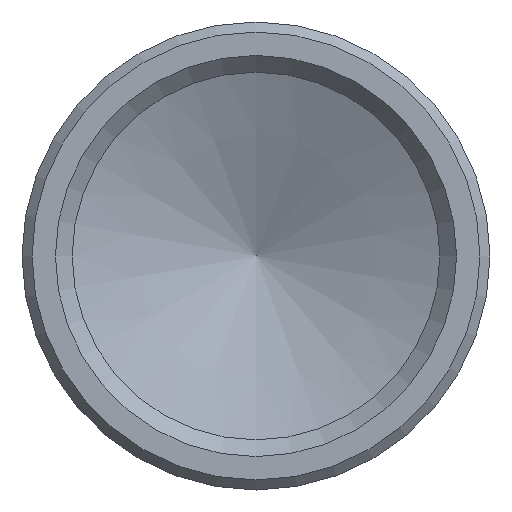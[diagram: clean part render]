
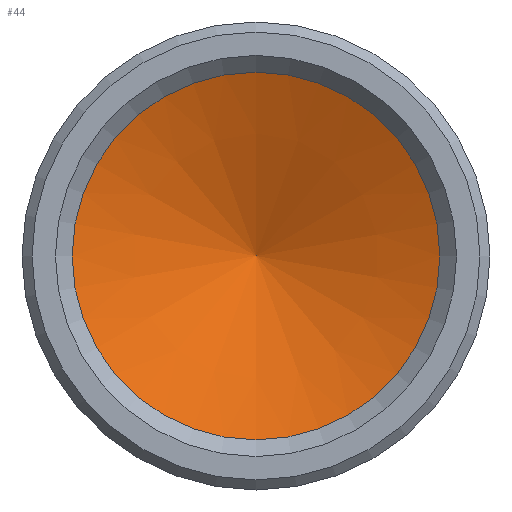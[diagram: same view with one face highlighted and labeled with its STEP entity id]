
A CAD part, front view. The second image highlights one B-rep face of the part: STEP entity #44.
In plain terms, the highlighted conical face has half-angle 68 degrees and reference radius 5.5 mm.
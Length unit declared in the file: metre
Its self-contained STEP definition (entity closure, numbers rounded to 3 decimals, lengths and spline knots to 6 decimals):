
#44 = ADVANCED_FACE( 'NONE', ( #97, #98 ), #99, .F. );
#97 = FACE_OUTER_BOUND( '', #167, .T. );
#98 = FACE_BOUND( '', #168, .T. );
#99 = CONICAL_SURFACE( '', #169, 0.0055, 1.187 );
#167 = EDGE_LOOP( '', ( #235 ) );
#168 = VERTEX_LOOP( '', #236 );
#169 = AXIS2_PLACEMENT_3D( '', #237, #238, #239 );
#235 = ORIENTED_EDGE( '', *, *, #324, .T. );
#236 = VERTEX_POINT( 'NONE', #325 );
#237 = CARTESIAN_POINT( '', ( 0., 0.026, 0. ) );
#238 = DIRECTION( '', ( 0., -1., 0. ) );
#239 = DIRECTION( '', ( 0., 0., -1. ) );
#324 = EDGE_CURVE( 'NONE', #360, #360, #361, .T. );
#325 = CARTESIAN_POINT( '', ( 0., 0.028222, 0. ) );
#360 = VERTEX_POINT( '', #406 );
#361 = CIRCLE( '', #407, 0.0055 );
#406 = CARTESIAN_POINT( '', ( 0., 0.026, -0.0055 ) );
#407 = AXIS2_PLACEMENT_3D( '', #453, #454, #455 );
#453 = CARTESIAN_POINT( '', ( 0., 0.026, 0. ) );
#454 = DIRECTION( '', ( 0., -1., 0. ) );
#455 = DIRECTION( '', ( 0., 0., -1. ) );
